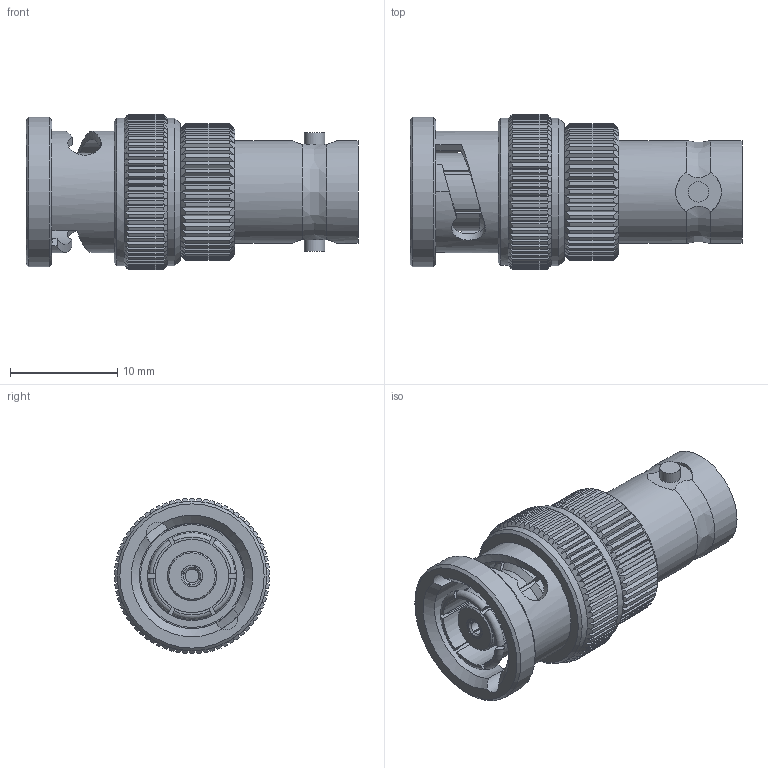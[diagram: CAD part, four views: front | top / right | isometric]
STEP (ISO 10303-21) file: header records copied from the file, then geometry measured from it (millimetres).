
FILE_DESCRIPTION (( 'STEP AP203' ), '1' );
FILE_NAME ('PE9529_3D.step', '2020-07-31T18:33:28', ( '' ), ( '' ), 'SwSTEP 2.0', 'SolidWorks 2018', '' );
FILE_SCHEMA (( 'CONFIG_CONTROL_DESIGN' ));
Length unit declared in the file: inch
Products named in the file (1): PE9529_3D
Bounding box: 30.99 x 14.5 x 14.5 mm (x, y, z)
Volume: 2413.3 mm3; surface area: 2821.9 mm2
Topology: 1 solids, 1 shells, 531 faces, 1548 edges, 1029 vertices
Faces by surface type: plane 316, cylinder 160, cone 31, bspline 18, torus 6
Full cylindrical faces by diameter (mm): 1.27 x2, 1.905 x2, 4.572 x2, 6.847 x1, 8.255 x1, 8.296 x1, 9.601 x3, 9.83 x1, 11.317 x1, 13.738 x2, 13.97 x1
Entity records: 18641 total; most frequent: CARTESIAN_POINT 5709, ORIENTED_EDGE 2978, DIRECTION 2297, EDGE_CURVE 1489, VERTEX_POINT 1004, AXIS2_PLACEMENT_3D 899, B_SPLINE_CURVE_WITH_KNOTS 601, EDGE_LOOP 571
